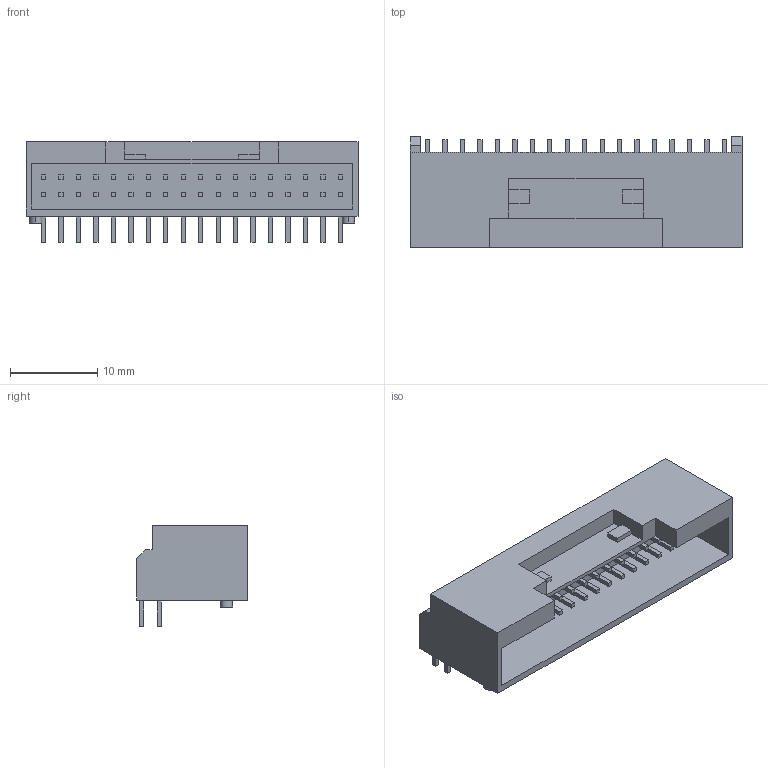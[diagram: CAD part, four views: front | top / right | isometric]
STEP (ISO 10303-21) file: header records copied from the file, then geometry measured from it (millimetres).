
FILE_DESCRIPTION(('FreeCAD Model'),'2;1');
FILE_NAME('JST_PUD_S36B-PUDSS-1_2x18x2.00mm_Angled.STEP','2016-03-20T17:20:09',( 'Author'),(''),'Open CASCADE STEP processor 6.8','FreeCAD','Unknown' );
FILE_SCHEMA(('AUTOMOTIVE_DESIGN_CC2 { 1 2 10303 214 -1 1 5 4 }'));
Length unit declared in the file: millimetre
Products named in the file (1): S36B-PUDSS-1
Bounding box: 38 x 12.7 x 11.5 mm (x, y, z)
Volume: 1450.2 mm3; surface area: 3222.6 mm2
Topology: 1 solids, 1 shells, 476 faces, 1200 edges, 800 vertices
Faces by surface type: plane 472, cylinder 4
Entity records: 33281 total; most frequent: CARTESIAN_POINT 5285, DIRECTION 4542, LINE 3568, VECTOR 3568, ORIENTED_EDGE 2400, PCURVE 2400, DEFINITIONAL_REPRESENTATION 2400, EDGE_CURVE 1200
